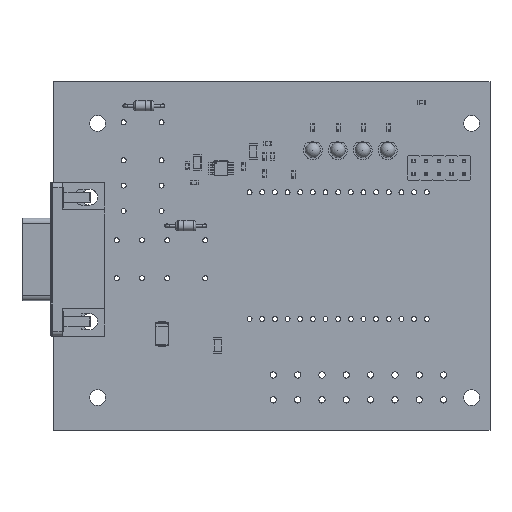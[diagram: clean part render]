
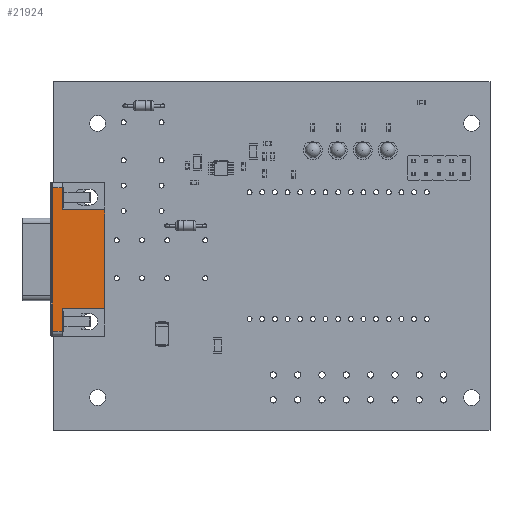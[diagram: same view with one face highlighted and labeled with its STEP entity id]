
A CAD part, top view. The second image highlights one B-rep face of the part: STEP entity #21924.
In plain terms, the highlighted planar face has unit normal (0, 0, 1).
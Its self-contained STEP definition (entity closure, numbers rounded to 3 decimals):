
#19674 = PLANE('',#19675);
#19675 = AXIS2_PLACEMENT_3D('',#19676,#19677,#19678);
#19676 = CARTESIAN_POINT('',(20.94,-7.68,12.5));
#19677 = DIRECTION('',(0.,0.,-1.));
#19678 = DIRECTION('',(-1.,0.,0.));
#20604 = VERTEX_POINT('',#20605);
#20605 = CARTESIAN_POINT('',(19.94,-7.78,12.5));
#20620 = CYLINDRICAL_SURFACE('',#20621,1.);
#20621 = AXIS2_PLACEMENT_3D('',#20622,#20623,#20624);
#20622 = CARTESIAN_POINT('',(19.94,-7.78,11.5));
#20623 = DIRECTION('',(0.,1.,0.));
#20624 = DIRECTION('',(0.,0.,1.));
#20712 = VERTEX_POINT('',#20713);
#20713 = CARTESIAN_POINT('',(-8.86,-7.78,12.5));
#20734 = EDGE_CURVE('',#20604,#20712,#20735,.T.);
#20735 = SURFACE_CURVE('',#20736,(#20740,#20747),.PCURVE_S1.);
#20736 = LINE('',#20737,#20738);
#20737 = CARTESIAN_POINT('',(20.94,-7.78,12.5));
#20738 = VECTOR('',#20739,1.);
#20739 = DIRECTION('',(-1.,0.,0.));
#20740 = PCURVE('',#19674,#20741);
#20741 = DEFINITIONAL_REPRESENTATION('',(#20742),#20746);
#20742 = LINE('',#20743,#20744);
#20743 = CARTESIAN_POINT('',(0.,-0.1));
#20744 = VECTOR('',#20745,1.);
#20745 = DIRECTION('',(1.,0.));
#20746 = ( GEOMETRIC_REPRESENTATION_CONTEXT(2) 
PARAMETRIC_REPRESENTATION_CONTEXT() REPRESENTATION_CONTEXT('2D SPACE',''
  ) );
#20747 = PCURVE('',#20748,#20753);
#20748 = PLANE('',#20749);
#20749 = AXIS2_PLACEMENT_3D('',#20750,#20751,#20752);
#20750 = CARTESIAN_POINT('',(20.94,-7.78,12.5));
#20751 = DIRECTION('',(0.,0.,1.));
#20752 = DIRECTION('',(-1.,0.,0.));
#20753 = DEFINITIONAL_REPRESENTATION('',(#20754),#20758);
#20754 = LINE('',#20755,#20756);
#20755 = CARTESIAN_POINT('',(0.,0.));
#20756 = VECTOR('',#20757,1.);
#20757 = DIRECTION('',(1.,0.));
#20758 = ( GEOMETRIC_REPRESENTATION_CONTEXT(2) 
PARAMETRIC_REPRESENTATION_CONTEXT() REPRESENTATION_CONTEXT('2D SPACE',''
  ) );
#20781 = CYLINDRICAL_SURFACE('',#20782,1.);
#20782 = AXIS2_PLACEMENT_3D('',#20783,#20784,#20785);
#20783 = CARTESIAN_POINT('',(-8.86,-7.78,11.5));
#20784 = DIRECTION('',(0.,1.,0.));
#20785 = DIRECTION('',(0.,0.,1.));
#21031 = PLANE('',#21032);
#21032 = AXIS2_PLACEMENT_3D('',#21033,#21034,#21035);
#21033 = CARTESIAN_POINT('',(5.54,2.7,6.25));
#21034 = DIRECTION('',(0.,-1.,0.));
#21035 = DIRECTION('',(1.,0.,0.));
#21727 = PLANE('',#21728);
#21728 = AXIS2_PLACEMENT_3D('',#21729,#21730,#21731);
#21729 = CARTESIAN_POINT('',(18.94,-5.78,8.75));
#21730 = DIRECTION('',(0.,-1.,0.));
#21731 = DIRECTION('',(1.,0.,0.));
#21768 = EDGE_CURVE('',#20604,#21769,#21771,.T.);
#21769 = VERTEX_POINT('',#21770);
#21770 = CARTESIAN_POINT('',(19.94,-5.78,12.5));
#21771 = SURFACE_CURVE('',#21772,(#21776,#21783),.PCURVE_S1.);
#21772 = LINE('',#21773,#21774);
#21773 = CARTESIAN_POINT('',(19.94,-7.78,12.5));
#21774 = VECTOR('',#21775,1.);
#21775 = DIRECTION('',(0.,1.,0.));
#21776 = PCURVE('',#20620,#21777);
#21777 = DEFINITIONAL_REPRESENTATION('',(#21778),#21782);
#21778 = LINE('',#21779,#21780);
#21779 = CARTESIAN_POINT('',(0.,0.));
#21780 = VECTOR('',#21781,1.);
#21781 = DIRECTION('',(0.,1.));
#21782 = ( GEOMETRIC_REPRESENTATION_CONTEXT(2) 
PARAMETRIC_REPRESENTATION_CONTEXT() REPRESENTATION_CONTEXT('2D SPACE',''
  ) );
#21783 = PCURVE('',#20748,#21784);
#21784 = DEFINITIONAL_REPRESENTATION('',(#21785),#21789);
#21785 = LINE('',#21786,#21787);
#21786 = CARTESIAN_POINT('',(1.,0.));
#21787 = VECTOR('',#21788,1.);
#21788 = DIRECTION('',(0.,-1.));
#21789 = ( GEOMETRIC_REPRESENTATION_CONTEXT(2) 
PARAMETRIC_REPRESENTATION_CONTEXT() REPRESENTATION_CONTEXT('2D SPACE',''
  ) );
#21862 = PLANE('',#21863);
#21863 = AXIS2_PLACEMENT_3D('',#21864,#21865,#21866);
#21864 = CARTESIAN_POINT('',(-7.86,-5.78,8.75));
#21865 = DIRECTION('',(0.,-1.,0.));
#21866 = DIRECTION('',(1.,0.,0.));
#21924 = ADVANCED_FACE('',(#21925),#20748,.T.);
#21925 = FACE_BOUND('',#21926,.T.);
#21926 = EDGE_LOOP('',(#21927,#21928,#21929,#21952,#21980,#22003,#22031,
    #22054));
#21927 = ORIENTED_EDGE('',*,*,#20734,.F.);
#21928 = ORIENTED_EDGE('',*,*,#21768,.T.);
#21929 = ORIENTED_EDGE('',*,*,#21930,.F.);
#21930 = EDGE_CURVE('',#21931,#21769,#21933,.T.);
#21931 = VERTEX_POINT('',#21932);
#21932 = CARTESIAN_POINT('',(15.44,-5.78,12.5));
#21933 = SURFACE_CURVE('',#21934,(#21938,#21945),.PCURVE_S1.);
#21934 = LINE('',#21935,#21936);
#21935 = CARTESIAN_POINT('',(19.94,-5.78,12.5));
#21936 = VECTOR('',#21937,1.);
#21937 = DIRECTION('',(1.,0.,0.));
#21938 = PCURVE('',#20748,#21939);
#21939 = DEFINITIONAL_REPRESENTATION('',(#21940),#21944);
#21940 = LINE('',#21941,#21942);
#21941 = CARTESIAN_POINT('',(1.,-2.));
#21942 = VECTOR('',#21943,1.);
#21943 = DIRECTION('',(-1.,0.));
#21944 = ( GEOMETRIC_REPRESENTATION_CONTEXT(2) 
PARAMETRIC_REPRESENTATION_CONTEXT() REPRESENTATION_CONTEXT('2D SPACE',''
  ) );
#21945 = PCURVE('',#21727,#21946);
#21946 = DEFINITIONAL_REPRESENTATION('',(#21947),#21951);
#21947 = LINE('',#21948,#21949);
#21948 = CARTESIAN_POINT('',(1.,3.75));
#21949 = VECTOR('',#21950,1.);
#21950 = DIRECTION('',(1.,0.));
#21951 = ( GEOMETRIC_REPRESENTATION_CONTEXT(2) 
PARAMETRIC_REPRESENTATION_CONTEXT() REPRESENTATION_CONTEXT('2D SPACE',''
  ) );
#21952 = ORIENTED_EDGE('',*,*,#21953,.F.);
#21953 = EDGE_CURVE('',#21954,#21931,#21956,.T.);
#21954 = VERTEX_POINT('',#21955);
#21955 = CARTESIAN_POINT('',(15.44,2.7,12.5));
#21956 = SURFACE_CURVE('',#21957,(#21961,#21968),.PCURVE_S1.);
#21957 = LINE('',#21958,#21959);
#21958 = CARTESIAN_POINT('',(15.44,-6.78,12.5));
#21959 = VECTOR('',#21960,1.);
#21960 = DIRECTION('',(0.,-1.,0.));
#21961 = PCURVE('',#20748,#21962);
#21962 = DEFINITIONAL_REPRESENTATION('',(#21963),#21967);
#21963 = LINE('',#21964,#21965);
#21964 = CARTESIAN_POINT('',(5.5,-1.));
#21965 = VECTOR('',#21966,1.);
#21966 = DIRECTION('',(0.,1.));
#21967 = ( GEOMETRIC_REPRESENTATION_CONTEXT(2) 
PARAMETRIC_REPRESENTATION_CONTEXT() REPRESENTATION_CONTEXT('2D SPACE',''
  ) );
#21968 = PCURVE('',#21969,#21974);
#21969 = PLANE('',#21970);
#21970 = AXIS2_PLACEMENT_3D('',#21971,#21972,#21973);
#21971 = CARTESIAN_POINT('',(15.44,-5.78,15.));
#21972 = DIRECTION('',(-1.,0.,0.));
#21973 = DIRECTION('',(0.,0.,-1.));
#21974 = DEFINITIONAL_REPRESENTATION('',(#21975),#21979);
#21975 = LINE('',#21976,#21977);
#21976 = CARTESIAN_POINT('',(2.5,1.));
#21977 = VECTOR('',#21978,1.);
#21978 = DIRECTION('',(0.,1.));
#21979 = ( GEOMETRIC_REPRESENTATION_CONTEXT(2) 
PARAMETRIC_REPRESENTATION_CONTEXT() REPRESENTATION_CONTEXT('2D SPACE',''
  ) );
#21980 = ORIENTED_EDGE('',*,*,#21981,.T.);
#21981 = EDGE_CURVE('',#21954,#21982,#21984,.T.);
#21982 = VERTEX_POINT('',#21983);
#21983 = CARTESIAN_POINT('',(-4.36,2.7,12.5));
#21984 = SURFACE_CURVE('',#21985,(#21989,#21996),.PCURVE_S1.);
#21985 = LINE('',#21986,#21987);
#21986 = CARTESIAN_POINT('',(20.94,2.7,12.5));
#21987 = VECTOR('',#21988,1.);
#21988 = DIRECTION('',(-1.,0.,0.));
#21989 = PCURVE('',#20748,#21990);
#21990 = DEFINITIONAL_REPRESENTATION('',(#21991),#21995);
#21991 = LINE('',#21992,#21993);
#21992 = CARTESIAN_POINT('',(0.,-10.48));
#21993 = VECTOR('',#21994,1.);
#21994 = DIRECTION('',(1.,0.));
#21995 = ( GEOMETRIC_REPRESENTATION_CONTEXT(2) 
PARAMETRIC_REPRESENTATION_CONTEXT() REPRESENTATION_CONTEXT('2D SPACE',''
  ) );
#21996 = PCURVE('',#21031,#21997);
#21997 = DEFINITIONAL_REPRESENTATION('',(#21998),#22002);
#21998 = LINE('',#21999,#22000);
#21999 = CARTESIAN_POINT('',(15.4,6.25));
#22000 = VECTOR('',#22001,1.);
#22001 = DIRECTION('',(-1.,0.));
#22002 = ( GEOMETRIC_REPRESENTATION_CONTEXT(2) 
PARAMETRIC_REPRESENTATION_CONTEXT() REPRESENTATION_CONTEXT('2D SPACE',''
  ) );
#22003 = ORIENTED_EDGE('',*,*,#22004,.F.);
#22004 = EDGE_CURVE('',#22005,#21982,#22007,.T.);
#22005 = VERTEX_POINT('',#22006);
#22006 = CARTESIAN_POINT('',(-4.36,-5.78,12.5));
#22007 = SURFACE_CURVE('',#22008,(#22012,#22019),.PCURVE_S1.);
#22008 = LINE('',#22009,#22010);
#22009 = CARTESIAN_POINT('',(-4.36,-6.78,12.5));
#22010 = VECTOR('',#22011,1.);
#22011 = DIRECTION('',(0.,1.,0.));
#22012 = PCURVE('',#20748,#22013);
#22013 = DEFINITIONAL_REPRESENTATION('',(#22014),#22018);
#22014 = LINE('',#22015,#22016);
#22015 = CARTESIAN_POINT('',(25.3,-1.));
#22016 = VECTOR('',#22017,1.);
#22017 = DIRECTION('',(0.,-1.));
#22018 = ( GEOMETRIC_REPRESENTATION_CONTEXT(2) 
PARAMETRIC_REPRESENTATION_CONTEXT() REPRESENTATION_CONTEXT('2D SPACE',''
  ) );
#22019 = PCURVE('',#22020,#22025);
#22020 = PLANE('',#22021);
#22021 = AXIS2_PLACEMENT_3D('',#22022,#22023,#22024);
#22022 = CARTESIAN_POINT('',(-4.36,-5.78,2.5));
#22023 = DIRECTION('',(1.,0.,0.));
#22024 = DIRECTION('',(0.,0.,1.));
#22025 = DEFINITIONAL_REPRESENTATION('',(#22026),#22030);
#22026 = LINE('',#22027,#22028);
#22027 = CARTESIAN_POINT('',(10.,1.));
#22028 = VECTOR('',#22029,1.);
#22029 = DIRECTION('',(0.,-1.));
#22030 = ( GEOMETRIC_REPRESENTATION_CONTEXT(2) 
PARAMETRIC_REPRESENTATION_CONTEXT() REPRESENTATION_CONTEXT('2D SPACE',''
  ) );
#22031 = ORIENTED_EDGE('',*,*,#22032,.F.);
#22032 = EDGE_CURVE('',#22033,#22005,#22035,.T.);
#22033 = VERTEX_POINT('',#22034);
#22034 = CARTESIAN_POINT('',(-8.86,-5.78,12.5));
#22035 = SURFACE_CURVE('',#22036,(#22040,#22047),.PCURVE_S1.);
#22036 = LINE('',#22037,#22038);
#22037 = CARTESIAN_POINT('',(6.54,-5.78,12.5));
#22038 = VECTOR('',#22039,1.);
#22039 = DIRECTION('',(1.,0.,0.));
#22040 = PCURVE('',#20748,#22041);
#22041 = DEFINITIONAL_REPRESENTATION('',(#22042),#22046);
#22042 = LINE('',#22043,#22044);
#22043 = CARTESIAN_POINT('',(14.4,-2.));
#22044 = VECTOR('',#22045,1.);
#22045 = DIRECTION('',(-1.,0.));
#22046 = ( GEOMETRIC_REPRESENTATION_CONTEXT(2) 
PARAMETRIC_REPRESENTATION_CONTEXT() REPRESENTATION_CONTEXT('2D SPACE',''
  ) );
#22047 = PCURVE('',#21862,#22048);
#22048 = DEFINITIONAL_REPRESENTATION('',(#22049),#22053);
#22049 = LINE('',#22050,#22051);
#22050 = CARTESIAN_POINT('',(14.4,3.75));
#22051 = VECTOR('',#22052,1.);
#22052 = DIRECTION('',(1.,0.));
#22053 = ( GEOMETRIC_REPRESENTATION_CONTEXT(2) 
PARAMETRIC_REPRESENTATION_CONTEXT() REPRESENTATION_CONTEXT('2D SPACE',''
  ) );
#22054 = ORIENTED_EDGE('',*,*,#22055,.F.);
#22055 = EDGE_CURVE('',#20712,#22033,#22056,.T.);
#22056 = SURFACE_CURVE('',#22057,(#22061,#22068),.PCURVE_S1.);
#22057 = LINE('',#22058,#22059);
#22058 = CARTESIAN_POINT('',(-8.86,-7.78,12.5));
#22059 = VECTOR('',#22060,1.);
#22060 = DIRECTION('',(0.,1.,0.));
#22061 = PCURVE('',#20748,#22062);
#22062 = DEFINITIONAL_REPRESENTATION('',(#22063),#22067);
#22063 = LINE('',#22064,#22065);
#22064 = CARTESIAN_POINT('',(29.8,0.));
#22065 = VECTOR('',#22066,1.);
#22066 = DIRECTION('',(0.,-1.));
#22067 = ( GEOMETRIC_REPRESENTATION_CONTEXT(2) 
PARAMETRIC_REPRESENTATION_CONTEXT() REPRESENTATION_CONTEXT('2D SPACE',''
  ) );
#22068 = PCURVE('',#20781,#22069);
#22069 = DEFINITIONAL_REPRESENTATION('',(#22070),#22074);
#22070 = LINE('',#22071,#22072);
#22071 = CARTESIAN_POINT('',(6.283,0.));
#22072 = VECTOR('',#22073,1.);
#22073 = DIRECTION('',(0.,1.));
#22074 = ( GEOMETRIC_REPRESENTATION_CONTEXT(2) 
PARAMETRIC_REPRESENTATION_CONTEXT() REPRESENTATION_CONTEXT('2D SPACE',''
  ) );
